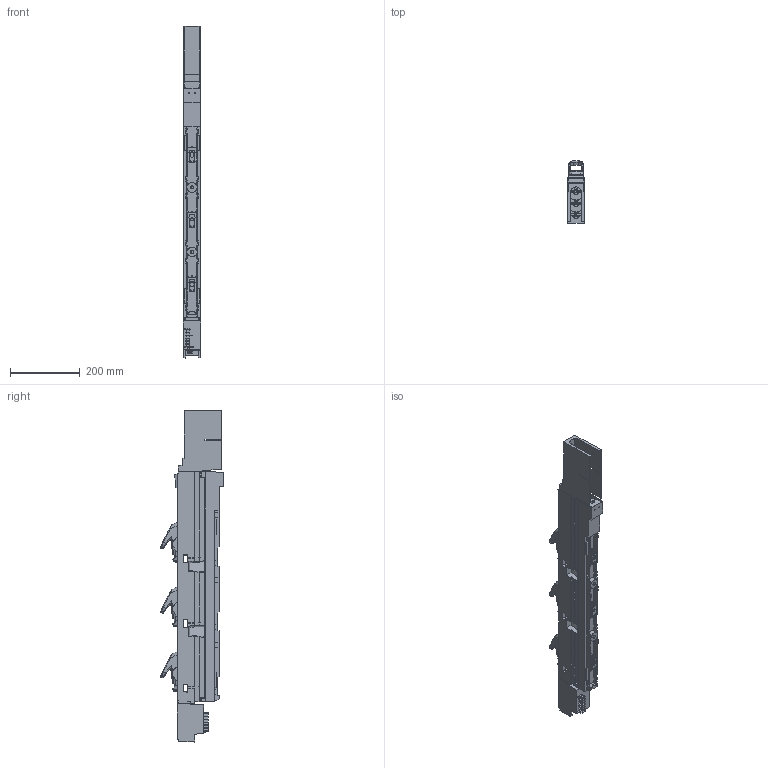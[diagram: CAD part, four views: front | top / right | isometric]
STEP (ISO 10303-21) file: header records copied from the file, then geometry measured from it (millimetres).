
FILE_DESCRIPTION((''),'2;1');
FILE_NAME('1SEP622324R0001_ASM','2023-07-02T11:29:19',('sarey'),(''),'CREO PARAMETRIC BY PTC INC, 2017260','CREO PARAMETRIC BY PTC INC, 2017260','');
FILE_SCHEMA(('AUTOMOTIVE_DESIGN { 1 0 10303 214 1 1 1 1 }'));
Products named in the file (1): 1SEP622324R0001_ASM
Bounding box: 48.96 x 179.36 x 950.1 mm (x, y, z)
Surface area: 516197.6 mm2 (no closed solid volume)
Topology: 0 solids, 185 shells, 2954 faces, 10405 edges, 7561 vertices
Faces by surface type: plane 1701, cylinder 862, torus 114, sphere 95, bspline 63, cone 60, extrusion 59
Entity records: 162004 total; most frequent: CARTESIAN_POINT 46611, ORIENTED_EDGE 17516, DIRECTION 15599, EDGE_CURVE 10324, PRESENTATION_STYLE_ASSIGNMENT 9551, STYLED_ITEM 9551, CURVE_STYLE 9146, VERTEX_POINT 7569
